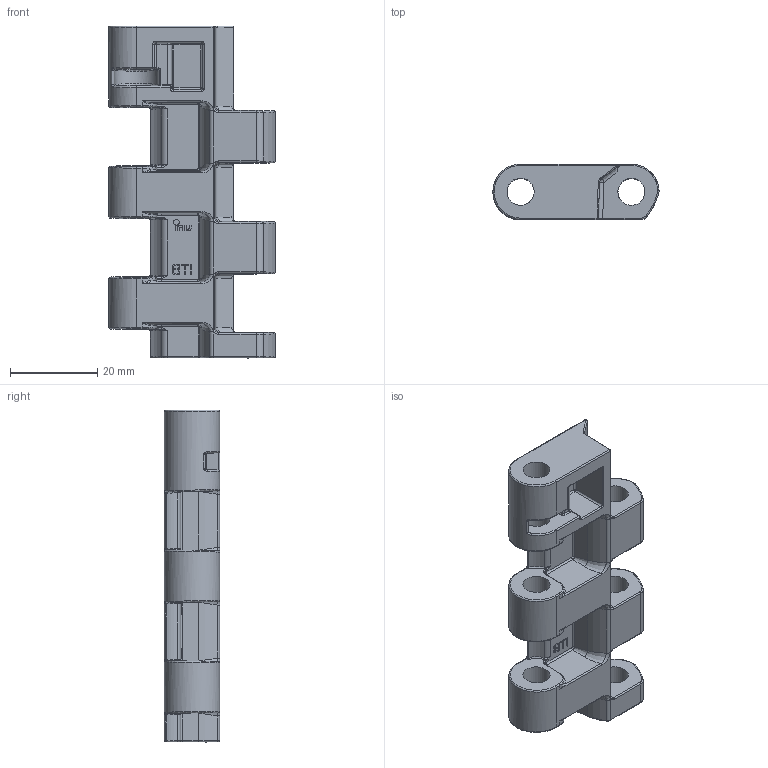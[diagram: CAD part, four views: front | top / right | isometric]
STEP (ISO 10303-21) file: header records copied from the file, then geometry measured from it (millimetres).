
FILE_DESCRIPTION(/* description */ (''),/* implementation_level */ '2;1');
FILE_NAME(/* name */ 'uni ITB K300 Right Edge.stp',/* time_stamp */ '2024-07-23T16:38:32+02:00',/* author */ ('manuel.prieto'),/* organization */ (''),/* preprocessor_version */ 'ST-DEVELOPER v20',/* originating_system */ 'Autodesk Inventor 2025',/* authorisation */ '');
FILE_SCHEMA (('AUTOMOTIVE_DESIGN { 1 0 10303 214 3 1 1 }'));
Length unit declared in the file: millimetre
Products named in the file (1): P1682
Bounding box: 38.09 x 12.7 x 76.11 mm (x, y, z)
Volume: 16195.6 mm3; surface area: 9268.1 mm2
Topology: 1 solids, 1 shells, 470 faces, 1118 edges, 659 vertices
Faces by surface type: cylinder 174, bspline 138, plane 137, torus 11, sphere 10
Full cylindrical faces by diameter (mm): 1.308 x1, 6.2 x7
Entity records: 33627 total; most frequent: CARTESIAN_POINT 23200, ORIENTED_EDGE 2236, DIRECTION 2126, EDGE_CURVE 1118, AXIS2_PLACEMENT_3D 793, VERTEX_POINT 659, LINE 540, VECTOR 540
